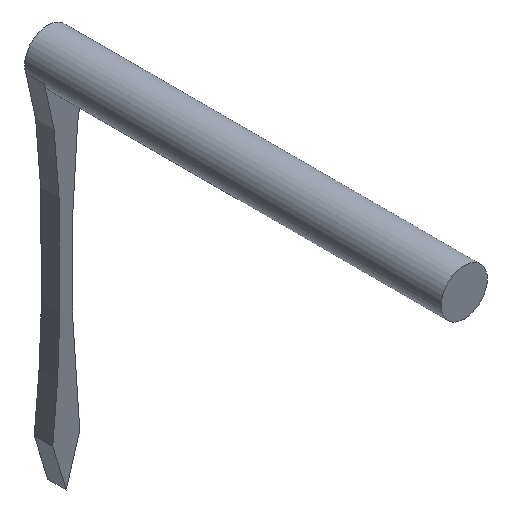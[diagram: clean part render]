
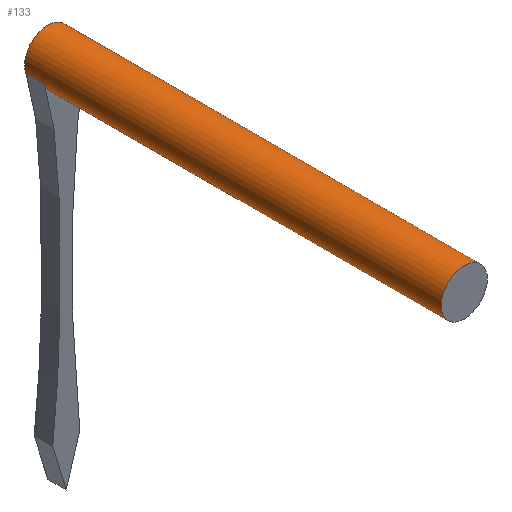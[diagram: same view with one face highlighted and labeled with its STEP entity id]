
A CAD part, isometric view. The second image highlights one B-rep face of the part: STEP entity #133.
In plain terms, the highlighted cylindrical face has radius 2.5 mm (diameter 5 mm), a full revolution.
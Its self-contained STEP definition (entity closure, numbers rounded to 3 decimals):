
#26=FACE_OUTER_BOUND('',#34,.T.);
#34=EDGE_LOOP('',(#96,#97,#98,#99,#100,#101,#102,#103));
#42=CIRCLE('',#156,2.5);
#43=CIRCLE('',#157,2.5);
#44=CIRCLE('',#158,2.5);
#45=CIRCLE('',#159,2.5);
#46=LINE('',#201,#56);
#47=LINE('',#205,#57);
#48=LINE('',#209,#58);
#56=VECTOR('',#169,10.);
#57=VECTOR('',#172,10.);
#58=VECTOR('',#175,2.5);
#66=VERTEX_POINT('',#199);
#67=VERTEX_POINT('',#200);
#68=VERTEX_POINT('',#202);
#69=VERTEX_POINT('',#204);
#70=VERTEX_POINT('',#206);
#71=VERTEX_POINT('',#208);
#78=EDGE_CURVE('',#66,#67,#46,.T.);
#79=EDGE_CURVE('',#68,#67,#42,.T.);
#80=EDGE_CURVE('',#69,#68,#47,.T.);
#81=EDGE_CURVE('',#70,#69,#43,.T.);
#82=EDGE_CURVE('',#70,#71,#48,.T.);
#83=EDGE_CURVE('',#71,#71,#44,.T.);
#84=EDGE_CURVE('',#66,#70,#45,.T.);
#96=ORIENTED_EDGE('',*,*,#78,.T.);
#97=ORIENTED_EDGE('',*,*,#79,.F.);
#98=ORIENTED_EDGE('',*,*,#80,.F.);
#99=ORIENTED_EDGE('',*,*,#81,.F.);
#100=ORIENTED_EDGE('',*,*,#82,.T.);
#101=ORIENTED_EDGE('',*,*,#83,.F.);
#102=ORIENTED_EDGE('',*,*,#82,.F.);
#103=ORIENTED_EDGE('',*,*,#84,.F.);
#132=CYLINDRICAL_SURFACE('',#155,2.5);
#133=ADVANCED_FACE('',(#26),#132,.T.);
#155=AXIS2_PLACEMENT_3D('',#198,#167,#168);
#156=AXIS2_PLACEMENT_3D('',#203,#170,#171);
#157=AXIS2_PLACEMENT_3D('',#207,#173,#174);
#158=AXIS2_PLACEMENT_3D('',#210,#176,#177);
#159=AXIS2_PLACEMENT_3D('',#211,#178,#179);
#167=DIRECTION('center_axis',(0.,1.,0.));
#168=DIRECTION('ref_axis',(1.,0.,0.));
#169=DIRECTION('',(0.,-1.,0.));
#170=DIRECTION('center_axis',(0.,1.,0.));
#171=DIRECTION('ref_axis',(-1.,0.,0.));
#172=DIRECTION('',(0.,-1.,0.));
#173=DIRECTION('center_axis',(0.,1.,0.));
#174=DIRECTION('ref_axis',(1.,0.,0.));
#175=DIRECTION('',(0.,-1.,0.));
#176=DIRECTION('center_axis',(0.,-1.,0.));
#177=DIRECTION('ref_axis',(1.,0.,0.));
#178=DIRECTION('center_axis',(0.,1.,0.));
#179=DIRECTION('ref_axis',(1.,0.,0.));
#198=CARTESIAN_POINT('Origin',(-90.022,-5.1,23.197));
#199=CARTESIAN_POINT('',(-92.38,39.9,22.368));
#200=CARTESIAN_POINT('',(-92.38,37.9,22.368));
#201=CARTESIAN_POINT('',(-92.38,39.9,22.368));
#202=CARTESIAN_POINT('',(-87.663,37.9,22.368));
#203=CARTESIAN_POINT('Origin',(-90.022,37.9,23.197));
#204=CARTESIAN_POINT('',(-87.663,39.9,22.368));
#205=CARTESIAN_POINT('',(-87.663,39.9,22.368));
#206=CARTESIAN_POINT('',(-92.522,39.9,23.197));
#207=CARTESIAN_POINT('Origin',(-90.022,39.9,23.197));
#208=CARTESIAN_POINT('',(-92.522,-5.1,23.197));
#209=CARTESIAN_POINT('',(-92.522,-5.1,23.197));
#210=CARTESIAN_POINT('Origin',(-90.022,-5.1,23.197));
#211=CARTESIAN_POINT('Origin',(-90.022,39.9,23.197));
